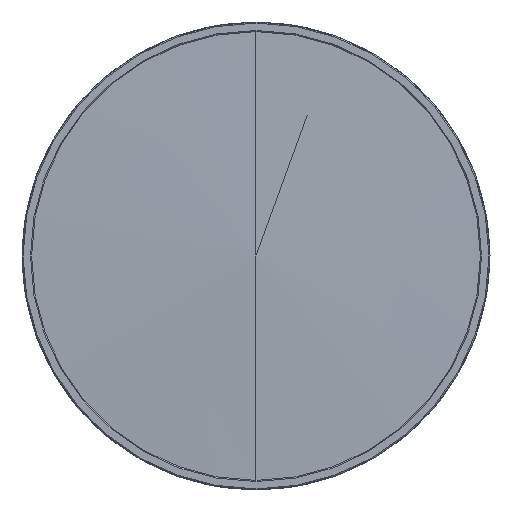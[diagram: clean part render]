
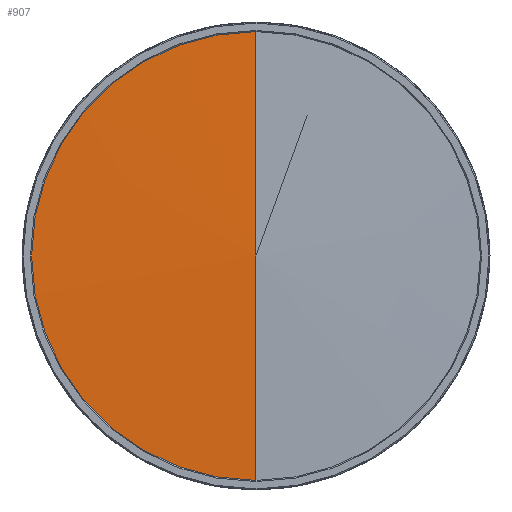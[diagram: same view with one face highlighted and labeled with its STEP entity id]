
A CAD part, left-side view. The second image highlights one B-rep face of the part: STEP entity #907.
In plain terms, the highlighted conical face has half-angle 88.599 degrees and reference radius 103.944 mm.
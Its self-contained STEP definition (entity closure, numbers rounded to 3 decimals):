
#243 = CARTESIAN_POINT ( 'NONE',  ( 2.487, 0., 101.65 ) ) ;
#445 = VECTOR ( 'NONE', #4906, 1000. ) ;
#907 = ADVANCED_FACE ( 'NONE', ( #3051 ), #5777, .T. ) ;
#1115 = CARTESIAN_POINT ( 'NONE',  ( 2.543, 0., -103.944 ) ) ;
#1162 = CIRCLE ( 'NONE', #3526, 101.65 ) ;
#1284 = EDGE_CURVE ( 'NONE', #1589, #4206, #6557, .T. ) ;
#1589 = VERTEX_POINT ( 'NONE', #5097 ) ;
#1605 = DIRECTION ( 'NONE',  ( 0., 0., -1. ) ) ;
#1630 = EDGE_LOOP ( 'NONE', ( #2280, #2633, #4124 ) ) ;
#1657 = CARTESIAN_POINT ( 'NONE',  ( 2.487, 0., -101.65 ) ) ;
#1752 = CARTESIAN_POINT ( 'NONE',  ( 2.487, 0., 0. ) ) ;
#1837 = VERTEX_POINT ( 'NONE', #243 ) ;
#2165 = AXIS2_PLACEMENT_3D ( 'NONE', #4686, #3686, #1605 ) ;
#2166 = VECTOR ( 'NONE', #2207, 1000. ) ;
#2207 = DIRECTION ( 'NONE',  ( 0.024, 0., -1. ) ) ;
#2280 = ORIENTED_EDGE ( 'NONE', *, *, #1284, .F. ) ;
#2320 = EDGE_CURVE ( 'NONE', #4206, #1837, #1162, .T. ) ;
#2633 = ORIENTED_EDGE ( 'NONE', *, *, #4305, .T. ) ;
#2847 = LINE ( 'NONE', #4826, #445 ) ;
#3051 = FACE_OUTER_BOUND ( 'NONE', #1630, .T. ) ;
#3526 = AXIS2_PLACEMENT_3D ( 'NONE', #1752, #6379, #5299 ) ;
#3686 = DIRECTION ( 'NONE',  ( 1., 0., 0. ) ) ;
#4124 = ORIENTED_EDGE ( 'NONE', *, *, #2320, .F. ) ;
#4206 = VERTEX_POINT ( 'NONE', #1657 ) ;
#4305 = EDGE_CURVE ( 'NONE', #1589, #1837, #2847, .T. ) ;
#4686 = CARTESIAN_POINT ( 'NONE',  ( 2.543, 0., 0. ) ) ;
#4826 = CARTESIAN_POINT ( 'NONE',  ( 2.543, 0., 103.944 ) ) ;
#4906 = DIRECTION ( 'NONE',  ( 0.024, 0., 1. ) ) ;
#5097 = CARTESIAN_POINT ( 'NONE',  ( 0., 0., 0. ) ) ;
#5299 = DIRECTION ( 'NONE',  ( 0., 0., -1. ) ) ;
#5777 = CONICAL_SURFACE ( 'NONE', #2165, 103.944, 1.546 ) ;
#6379 = DIRECTION ( 'NONE',  ( 1., 0., 0. ) ) ;
#6557 = LINE ( 'NONE', #1115, #2166 ) ;
